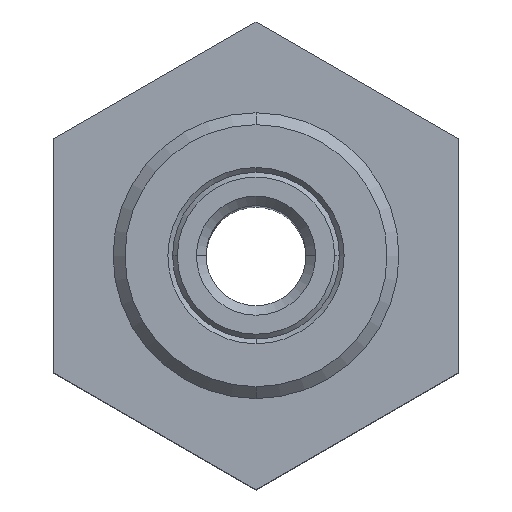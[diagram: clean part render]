
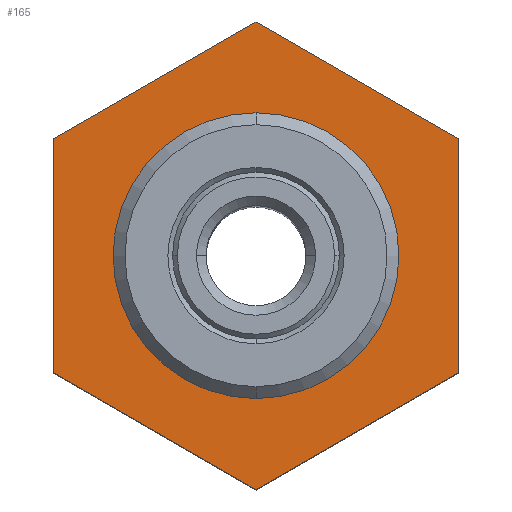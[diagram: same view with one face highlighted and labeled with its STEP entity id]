
A CAD part, top view. The second image highlights one B-rep face of the part: STEP entity #165.
In plain terms, the highlighted planar face has unit normal (0, 0, 1).
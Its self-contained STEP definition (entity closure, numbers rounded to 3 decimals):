
#165=ADVANCED_FACE('NONE',(#327,#328),#329,.T.);
#327=FACE_OUTER_BOUND('',#506,.T.);
#328=FACE_BOUND('',#507,.T.);
#329=PLANE('',#508);
#506=EDGE_LOOP('',(#804,#805,#806,#807,#808,#809));
#507=EDGE_LOOP('',(#810,#811));
#508=AXIS2_PLACEMENT_3D('',#812,#813,#814);
#804=ORIENTED_EDGE('',*,*,#1065,.T.);
#805=ORIENTED_EDGE('',*,*,#1066,.T.);
#806=ORIENTED_EDGE('',*,*,#1067,.T.);
#807=ORIENTED_EDGE('',*,*,#1068,.T.);
#808=ORIENTED_EDGE('',*,*,#1069,.T.);
#809=ORIENTED_EDGE('',*,*,#1070,.T.);
#810=ORIENTED_EDGE('',*,*,#1060,.F.);
#811=ORIENTED_EDGE('',*,*,#1071,.F.);
#812=CARTESIAN_POINT('',(28.451,8.016,36.5));
#813=DIRECTION('',(0.0,0.0,1.0));
#814=DIRECTION('',(1.0,-0.0,0.0));
#1060=EDGE_CURVE('NONE',#1248,#1249,#1250,.T.);
#1065=EDGE_CURVE('NONE',#1257,#1258,#1259,.T.);
#1066=EDGE_CURVE('NONE',#1258,#1260,#1261,.T.);
#1067=EDGE_CURVE('NONE',#1260,#1262,#1263,.T.);
#1068=EDGE_CURVE('NONE',#1262,#1264,#1265,.T.);
#1069=EDGE_CURVE('NONE',#1264,#1266,#1267,.T.);
#1070=EDGE_CURVE('NONE',#1266,#1257,#1268,.T.);
#1071=EDGE_CURVE('NONE',#1249,#1248,#1269,.T.);
#1248=VERTEX_POINT('NONE',#1492);
#1249=VERTEX_POINT('NONE',#1493);
#1250=CIRCLE('',#1494,5.1);
#1257=VERTEX_POINT('NONE',#1503);
#1258=VERTEX_POINT('NONE',#1504);
#1259=LINE('',#1505,#1506);
#1260=VERTEX_POINT('NONE',#1507);
#1261=LINE('',#1508,#1509);
#1262=VERTEX_POINT('NONE',#1510);
#1263=LINE('',#1511,#1512);
#1264=VERTEX_POINT('NONE',#1513);
#1265=LINE('',#1514,#1515);
#1266=VERTEX_POINT('NONE',#1516);
#1267=LINE('',#1517,#1518);
#1268=LINE('',#1519,#1520);
#1269=CIRCLE('',#1521,5.1);
#1492=CARTESIAN_POINT('',(7.034,10.566,36.5));
#1493=CARTESIAN_POINT('',(15.868,5.466,36.5));
#1494=AXIS2_PLACEMENT_3D('',#1753,#1754,#1755);
#1503=CARTESIAN_POINT('',(11.451,-1.799,36.5));
#1504=CARTESIAN_POINT('',(19.951,3.108,36.5));
#1505=CARTESIAN_POINT('',(11.451,-1.799,36.5));
#1506=VECTOR('',#1761,1000.0);
#1507=CARTESIAN_POINT('',(19.951,12.923,36.5));
#1508=CARTESIAN_POINT('',(19.951,3.108,36.5));
#1509=VECTOR('',#1762,1000.0);
#1510=CARTESIAN_POINT('',(11.451,17.831,36.5));
#1511=CARTESIAN_POINT('',(19.951,12.923,36.5));
#1512=VECTOR('',#1763,1000.0);
#1513=CARTESIAN_POINT('',(2.951,12.923,36.5));
#1514=CARTESIAN_POINT('',(11.451,17.831,36.5));
#1515=VECTOR('',#1764,1000.0);
#1516=CARTESIAN_POINT('',(2.951,3.108,36.5));
#1517=CARTESIAN_POINT('',(2.951,12.923,36.5));
#1518=VECTOR('',#1765,1000.0);
#1519=CARTESIAN_POINT('',(2.951,3.108,36.5));
#1520=VECTOR('',#1766,1000.0);
#1521=AXIS2_PLACEMENT_3D('',#1767,#1768,#1769);
#1753=CARTESIAN_POINT('',(11.451,8.016,36.5));
#1754=DIRECTION('',(0.0,0.0,1.0));
#1755=DIRECTION('',(0.866,-0.5,0.0));
#1761=DIRECTION('',(0.866,0.5,0.0));
#1762=DIRECTION('',(0.,1.0,0.0));
#1763=DIRECTION('',(-0.866,0.5,0.0));
#1764=DIRECTION('',(-0.866,-0.5,0.0));
#1765=DIRECTION('',(0.,-1.0,0.0));
#1766=DIRECTION('',(0.866,-0.5,0.0));
#1767=CARTESIAN_POINT('',(11.451,8.016,36.5));
#1768=DIRECTION('',(0.0,0.0,1.0));
#1769=DIRECTION('',(0.866,-0.5,0.0));
